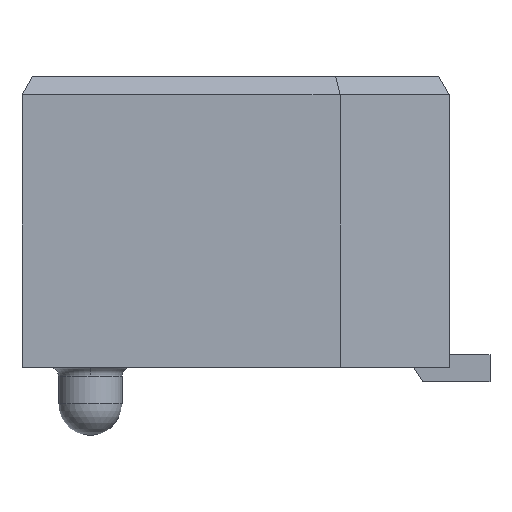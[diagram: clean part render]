
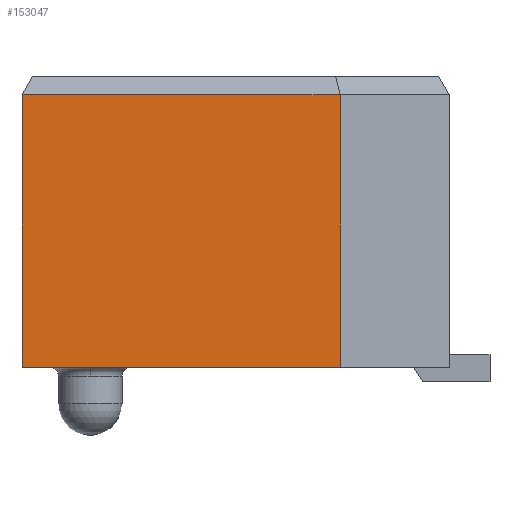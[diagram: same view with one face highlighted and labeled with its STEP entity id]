
A CAD part, left-side view. The second image highlights one B-rep face of the part: STEP entity #153047.
In plain terms, the highlighted planar face has unit normal (-1, 0, 0).
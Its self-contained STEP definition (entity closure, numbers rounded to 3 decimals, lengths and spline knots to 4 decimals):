
#82589 = PLANE('',#82590);
#82590 = AXIS2_PLACEMENT_3D('',#82591,#82592,#82593);
#82591 = CARTESIAN_POINT('',(-15.0025,-2.9845,4.018));
#82592 = DIRECTION('',(-0.866,0.,0.5));
#82593 = DIRECTION('',(-0.5,0.,-0.866));
#86116 = PLANE('',#86117);
#86117 = AXIS2_PLACEMENT_3D('',#86118,#86119,#86120);
#86118 = CARTESIAN_POINT('',(-15.0025,-2.9845,0.208));
#86119 = DIRECTION('',(0.,0.,1.));
#86120 = DIRECTION('',(-1.,0.,0.));
#114125 = VERTEX_POINT('',#114126);
#114126 = CARTESIAN_POINT('',(-15.0025,2.9845,4.018));
#114147 = EDGE_CURVE('',#114148,#114125,#114150,.T.);
#114148 = VERTEX_POINT('',#114149);
#114149 = CARTESIAN_POINT('',(-15.0025,-1.4605,4.018));
#114150 = SURFACE_CURVE('',#114151,(#114155,#114162),.PCURVE_S1.);
#114151 = LINE('',#114152,#114153);
#114152 = CARTESIAN_POINT('',(-15.0025,2.9845,4.018));
#114153 = VECTOR('',#114154,1.);
#114154 = DIRECTION('',(0.,1.,0.));
#114155 = PCURVE('',#82589,#114156);
#114156 = DEFINITIONAL_REPRESENTATION('',(#114157),#114161);
#114157 = LINE('',#114158,#114159);
#114158 = CARTESIAN_POINT('',(0.,-5.969));
#114159 = VECTOR('',#114160,1.);
#114160 = DIRECTION('',(0.,-1.));
#114161 = ( GEOMETRIC_REPRESENTATION_CONTEXT(2) 
PARAMETRIC_REPRESENTATION_CONTEXT() REPRESENTATION_CONTEXT('2D SPACE',''
  ) );
#114162 = PCURVE('',#114163,#114168);
#114163 = PLANE('',#114164);
#114164 = AXIS2_PLACEMENT_3D('',#114165,#114166,#114167);
#114165 = CARTESIAN_POINT('',(-15.0025,-2.9845,0.208));
#114166 = DIRECTION('',(-1.,0.,0.));
#114167 = DIRECTION('',(0.,-1.,0.));
#114168 = DEFINITIONAL_REPRESENTATION('',(#114169),#114173);
#114169 = LINE('',#114170,#114171);
#114170 = CARTESIAN_POINT('',(-5.969,3.81));
#114171 = VECTOR('',#114172,1.);
#114172 = DIRECTION('',(-1.,0.));
#114173 = ( GEOMETRIC_REPRESENTATION_CONTEXT(2) 
PARAMETRIC_REPRESENTATION_CONTEXT() REPRESENTATION_CONTEXT('2D SPACE',''
  ) );
#114217 = PLANE('',#114218);
#114218 = AXIS2_PLACEMENT_3D('',#114219,#114220,#114221);
#114219 = CARTESIAN_POINT('',(-15.0025,-1.4605,0.208));
#114220 = DIRECTION('',(0.707,0.707,
    0.));
#114221 = DIRECTION('',(-0.707,0.707,
    0.));
#114431 = PLANE('',#114432);
#114432 = AXIS2_PLACEMENT_3D('',#114433,#114434,#114435);
#114433 = CARTESIAN_POINT('',(-15.0025,2.9845,4.272));
#114434 = DIRECTION('',(0.,-1.,0.));
#114435 = DIRECTION('',(1.,0.,0.));
#130385 = VERTEX_POINT('',#130386);
#130386 = CARTESIAN_POINT('',(-15.0025,2.9845,0.208));
#130407 = EDGE_CURVE('',#130408,#130385,#130410,.T.);
#130408 = VERTEX_POINT('',#130409);
#130409 = CARTESIAN_POINT('',(-15.0025,-1.4605,0.208));
#130410 = SURFACE_CURVE('',#130411,(#130415,#130422),.PCURVE_S1.);
#130411 = LINE('',#130412,#130413);
#130412 = CARTESIAN_POINT('',(-15.0025,-2.9845,0.208));
#130413 = VECTOR('',#130414,1.);
#130414 = DIRECTION('',(0.,1.,0.));
#130415 = PCURVE('',#86116,#130416);
#130416 = DEFINITIONAL_REPRESENTATION('',(#130417),#130421);
#130417 = LINE('',#130418,#130419);
#130418 = CARTESIAN_POINT('',(0.,0.));
#130419 = VECTOR('',#130420,1.);
#130420 = DIRECTION('',(0.,-1.));
#130421 = ( GEOMETRIC_REPRESENTATION_CONTEXT(2) 
PARAMETRIC_REPRESENTATION_CONTEXT() REPRESENTATION_CONTEXT('2D SPACE',''
  ) );
#130422 = PCURVE('',#114163,#130423);
#130423 = DEFINITIONAL_REPRESENTATION('',(#130424),#130428);
#130424 = LINE('',#130425,#130426);
#130425 = CARTESIAN_POINT('',(0.,0.));
#130426 = VECTOR('',#130427,1.);
#130427 = DIRECTION('',(-1.,0.));
#130428 = ( GEOMETRIC_REPRESENTATION_CONTEXT(2) 
PARAMETRIC_REPRESENTATION_CONTEXT() REPRESENTATION_CONTEXT('2D SPACE',''
  ) );
#153047 = ADVANCED_FACE('',(#153048),#114163,.T.);
#153048 = FACE_BOUND('',#153049,.T.);
#153049 = EDGE_LOOP('',(#153050,#153071,#153072,#153093));
#153050 = ORIENTED_EDGE('',*,*,#153051,.T.);
#153051 = EDGE_CURVE('',#130408,#114148,#153052,.T.);
#153052 = SURFACE_CURVE('',#153053,(#153057,#153064),.PCURVE_S1.);
#153053 = LINE('',#153054,#153055);
#153054 = CARTESIAN_POINT('',(-15.0025,-1.4605,0.208));
#153055 = VECTOR('',#153056,1.);
#153056 = DIRECTION('',(0.,0.,1.));
#153057 = PCURVE('',#114163,#153058);
#153058 = DEFINITIONAL_REPRESENTATION('',(#153059),#153063);
#153059 = LINE('',#153060,#153061);
#153060 = CARTESIAN_POINT('',(-1.524,0.));
#153061 = VECTOR('',#153062,1.);
#153062 = DIRECTION('',(0.,1.));
#153063 = ( GEOMETRIC_REPRESENTATION_CONTEXT(2) 
PARAMETRIC_REPRESENTATION_CONTEXT() REPRESENTATION_CONTEXT('2D SPACE',''
  ) );
#153064 = PCURVE('',#114217,#153065);
#153065 = DEFINITIONAL_REPRESENTATION('',(#153066),#153070);
#153066 = LINE('',#153067,#153068);
#153067 = CARTESIAN_POINT('',(0.,0.));
#153068 = VECTOR('',#153069,1.);
#153069 = DIRECTION('',(0.,1.));
#153070 = ( GEOMETRIC_REPRESENTATION_CONTEXT(2) 
PARAMETRIC_REPRESENTATION_CONTEXT() REPRESENTATION_CONTEXT('2D SPACE',''
  ) );
#153071 = ORIENTED_EDGE('',*,*,#114147,.T.);
#153072 = ORIENTED_EDGE('',*,*,#153073,.F.);
#153073 = EDGE_CURVE('',#130385,#114125,#153074,.T.);
#153074 = SURFACE_CURVE('',#153075,(#153079,#153086),.PCURVE_S1.);
#153075 = LINE('',#153076,#153077);
#153076 = CARTESIAN_POINT('',(-15.0025,2.9845,0.208));
#153077 = VECTOR('',#153078,1.);
#153078 = DIRECTION('',(0.,0.,1.));
#153079 = PCURVE('',#114163,#153080);
#153080 = DEFINITIONAL_REPRESENTATION('',(#153081),#153085);
#153081 = LINE('',#153082,#153083);
#153082 = CARTESIAN_POINT('',(-5.969,0.));
#153083 = VECTOR('',#153084,1.);
#153084 = DIRECTION('',(0.,1.));
#153085 = ( GEOMETRIC_REPRESENTATION_CONTEXT(2) 
PARAMETRIC_REPRESENTATION_CONTEXT() REPRESENTATION_CONTEXT('2D SPACE',''
  ) );
#153086 = PCURVE('',#114431,#153087);
#153087 = DEFINITIONAL_REPRESENTATION('',(#153088),#153092);
#153088 = LINE('',#153089,#153090);
#153089 = CARTESIAN_POINT('',(0.,-4.064));
#153090 = VECTOR('',#153091,1.);
#153091 = DIRECTION('',(0.,1.));
#153092 = ( GEOMETRIC_REPRESENTATION_CONTEXT(2) 
PARAMETRIC_REPRESENTATION_CONTEXT() REPRESENTATION_CONTEXT('2D SPACE',''
  ) );
#153093 = ORIENTED_EDGE('',*,*,#130407,.F.);
